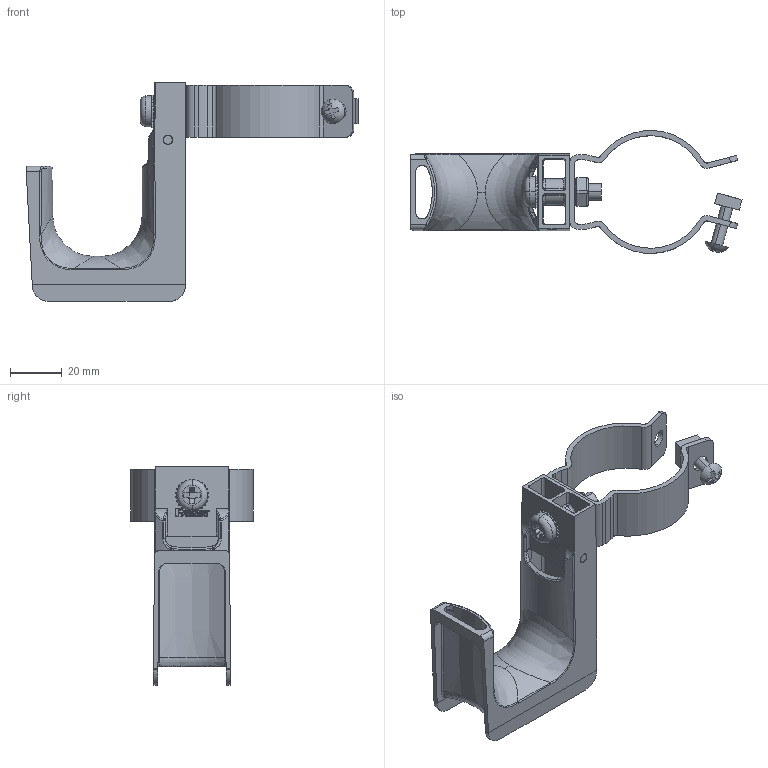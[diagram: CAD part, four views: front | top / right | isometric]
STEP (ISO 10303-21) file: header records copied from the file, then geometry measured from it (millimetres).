
FILE_DESCRIPTION (( 'STEP AP203' ), '1' );
FILE_NAME ('JP131UF100.STEP', '2016-02-09T21:00:17', ( 'IT' ), ( 'Panduit Corp.' ), 'SwSTEP 2.0', 'SolidWorks 2014', '' );
FILE_SCHEMA (( 'CONFIG_CONTROL_DESIGN' ));
Length unit declared in the file: inch
Products named in the file (11): JP131UF100.sldasm-Part-7; JP131UF100.sldasm-Part-8; JP131UF100.sldasm-Part-9; JP131UF100.sldasm-Part-1; JP131UF100.sldasm-Part-10; JP131UF100.sldasm-Part-2; JP131UF100; JP131UF100.sldasm-Part-3; JP131UF100.sldasm-Part-4; JP131UF100.sldasm-Part-5; JP131UF100.sldasm-Part-6
Assembly tree (10 placements, depth 2):
  JP131UF100
    JP131UF100.sldasm-Part-1
    JP131UF100.sldasm-Part-2
    JP131UF100.sldasm-Part-3
    JP131UF100.sldasm-Part-4
    JP131UF100.sldasm-Part-5
    JP131UF100.sldasm-Part-6
    JP131UF100.sldasm-Part-7
    JP131UF100.sldasm-Part-8
    JP131UF100.sldasm-Part-9
    JP131UF100.sldasm-Part-10
Bounding box: 128.94 x 47.67 x 84.93 mm (x, y, z)
Volume: 27103.3 mm3; surface area: 31878.1 mm2
Topology: 9 solids, 10 shells, 777 faces, 2020 edges, 1256 vertices
Faces by surface type: cylinder 303, plane 275, bspline 129, sphere 50, torus 10, cone 10
Entity records: 28412 total; most frequent: CARTESIAN_POINT 9447, ORIENTED_EDGE 4020, DIRECTION 3453, EDGE_CURVE 2012, VERTEX_POINT 1258, AXIS2_PLACEMENT_3D 1236, LINE 981, VECTOR 981
